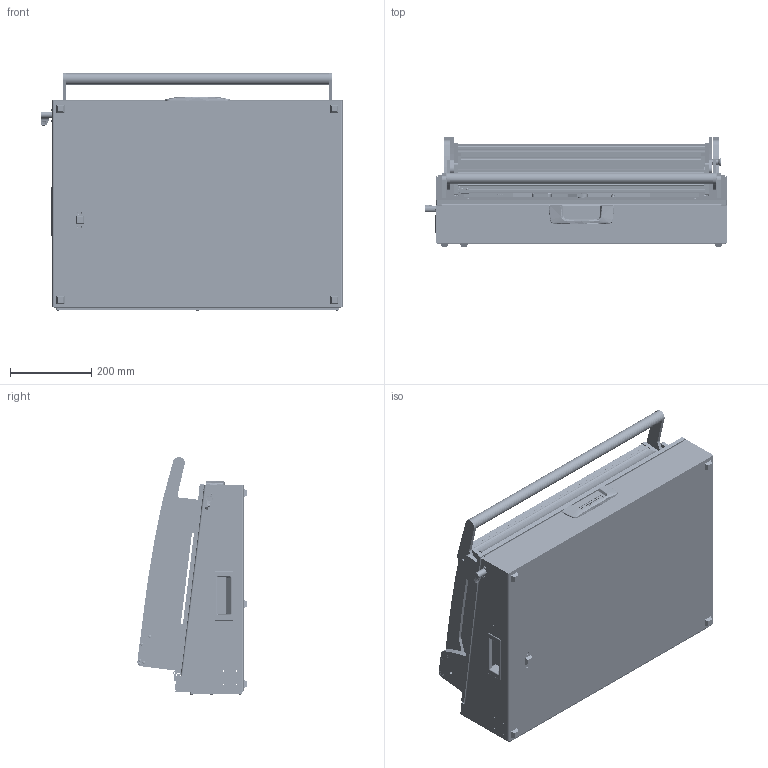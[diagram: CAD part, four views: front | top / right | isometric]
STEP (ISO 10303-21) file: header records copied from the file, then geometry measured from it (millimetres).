
FILE_DESCRIPTION (( 'STEP AP203' ), '1' );
FILE_NAME ('INGUN_34350.STEP', '2023-07-17T08:39:20', ( '' ), ( '' ), 'SwSTEP 2.0', 'SolidWorks 2021', '' );
FILE_SCHEMA (( 'CONFIG_CONTROL_DESIGN' ));
Length unit declared in the file: millimetre
Products named in the file (107): ISO7380~n_M05,0x030; 40335~0_S; ISO7380~n_M04,0x012; 30112~0; 109955~0_KUNDE<S>; 2281~0; 40323~10; 34326~9; 40329~0_S; DIN6325~n_04,0m6x016; 2528~0; 40328~0_mit Zentrierstifen <S>; 39893~3_KUNDE<S>; 40512~8_KUNDE<S>; DIN7991~n_M05,0x020; 32171~0_S; 109952~0_KUNDE<S>; 35151~0_S; 32587~6_S; 29805~4_geschlossen<S>; 112086~2_S; 35649~1_S; DIN6325~n_02,0m6x020; DIN7991~n_M05,0x016; 114566~0_S; K_02038~0; 114921~0_S; 30758~0_S; DIN6325~n_04,0m6x014; DIN6325~n_03,0m6x010; DIN125~n_04,3 M04,0; DIN7991~n_M05,0x025; 31109~0; 110443~0_S; 55712~0_KUNDE<S>; 34327~2_S; 49317~0; DIN985-A2~n_M05,0; 30915~0; 112087~1_S ...
Assembly tree (229 placements, depth 6):
  INGUN_34350
    114905~0_S
      34326~9
      30758~0_S  x2
        30758_01~0_S
        30758_02~0_S
        38564~0
      20902~0
      21332~0_MA 2112<Standard>
        21332_02~0
        21332_01~0
      2720~0  x5
      53032~0_S
      32171~0_S
      32462~0_S
      29805~4_geschlossen<S>
        110322~4_S
        110705~2_S
        30984~0_S
        110231~1_S
        110443~0_S
        30112~0
        ISO7380~n_M05,0x030
        ISO7380~n_M04,0x008  x2
        DIN914~n_M04,0x05
      35334~0_S
      DIN7991~n_M05,0x012  x2
      DIN985-A2~n_M05,0  x3
      8804~0
      DIN7991~n_M05,0x016
      DIN125~n_05,3 M05,0 Fase  x2
    38440~7_KUNDE<S>
      109830~1_S
        40323~10
        40324~2_S
        37971~8_S
        37972~6_S
        2281~0_180ø<Standard>  x3
          2281~0
        40333~2_S
        53031~0_S
        35649~1_S
        35651~1_S
        31253~0_S
        30955~0_S
        30915~0
        ASR~asr_拱04,2x07x拌8  x2
        2528~0  x2
        31109~0
        114566~0_S  x2
          112087~1_S
            111995~2_S
            112086~2_S
            DIN125~n_05,3 M05,0 Fase
          49317~0
          DIN912~n_M04,0x016
          DIN125~n_04,3 M04,0
          DIN125~n_06,4 M06,0 Fase
        40325~1_S
        40326~1_S
Bounding box: 747.5 x 269.75 x 587.12 mm (x, y, z)
Volume: 7023317.1 mm3; surface area: 3923017.4 mm2
Topology: 230 solids, 230 shells, 5910 faces, 14811 edges, 9421 vertices
Faces by surface type: cylinder 2438, plane 2257, cone 783, bspline 235, sphere 100, torus 97
Entity records: 131481 total; most frequent: CARTESIAN_POINT 30192, DIRECTION 18907, ORIENTED_EDGE 17516, EDGE_CURVE 8758, AXIS2_PLACEMENT_3D 7129, VERTEX_POINT 5642, LINE 4649, VECTOR 4649
